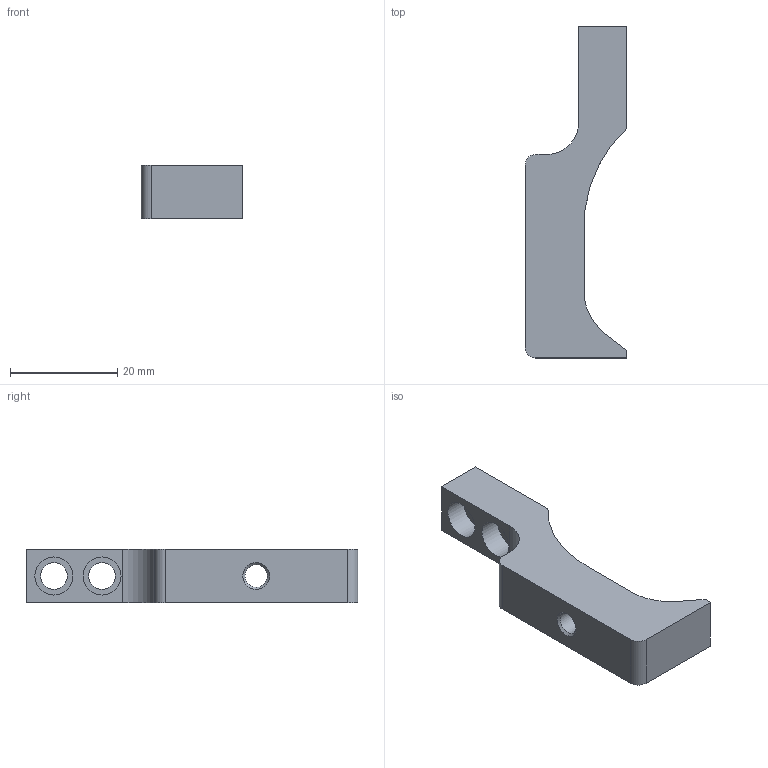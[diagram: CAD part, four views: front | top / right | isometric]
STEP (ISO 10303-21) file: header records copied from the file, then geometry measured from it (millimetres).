
FILE_DESCRIPTION(/* description */ (''),/* implementation_level */ '2;1');
FILE_NAME(/* name */ '31sheji1.stp',/* time_stamp */ '2019-05-31T10:24:48+08:00',/* author */ (''),/* organization */ (''),/* preprocessor_version */ 'ST-DEVELOPER v16',/* originating_system */ 'SIEMENS PLM Software NX 10.0',/* authorisation */ '');
FILE_SCHEMA (('CONFIG_CONTROL_DESIGN'));
Length unit declared in the file: millimetre
Products named in the file (1): 31sheji1
Bounding box: 19 x 62 x 10 mm (x, y, z)
Volume: 6176.8 mm3; surface area: 3376.4 mm2
Topology: 1 solids, 1 shells, 24 faces, 63 edges, 43 vertices
Faces by surface type: plane 13, cylinder 10, cone 1
Full cylindrical faces by diameter (mm): 4.2 x1, 5 x2, 7.1 x2
Entity records: 782 total; most frequent: DIRECTION 124, CARTESIAN_POINT 117, ORIENTED_EDGE 106, EDGE_CURVE 53, AXIS2_PLACEMENT_3D 46, VERTEX_POINT 39, EDGE_LOOP 38, LINE 32
